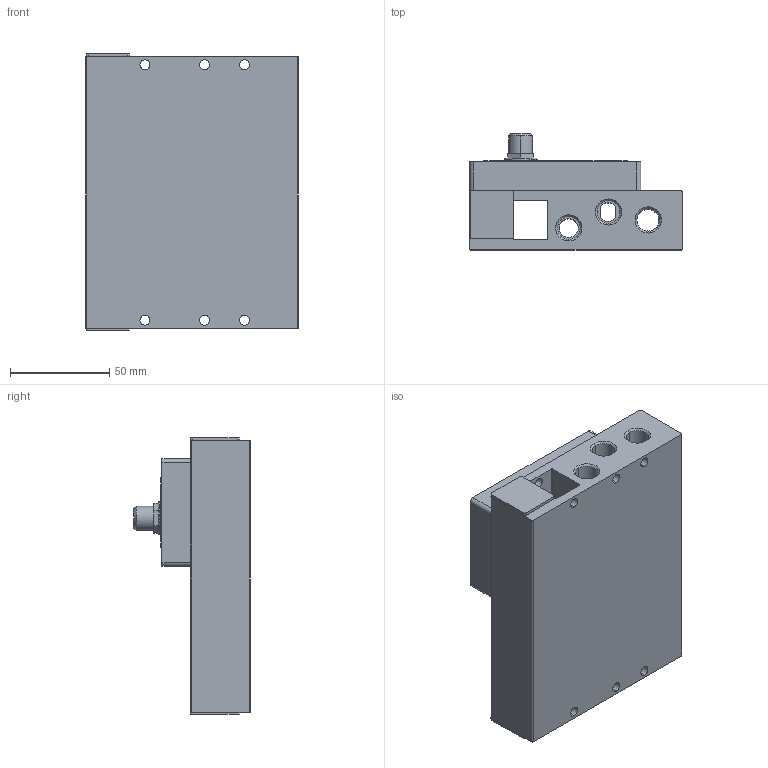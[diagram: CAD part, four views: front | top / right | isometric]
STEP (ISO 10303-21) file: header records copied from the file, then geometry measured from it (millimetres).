
FILE_DESCRIPTION (( 'STEP AP203' ), '1' );
FILE_NAME ('ES2V-4FLK16.STEP', '2022-08-02T06:10:52', ( '' ), ( '' ), 'SwSTEP 2.0', 'SolidWorks 2022', '' );
FILE_SCHEMA (( 'CONFIG_CONTROL_DESIGN' ));
Length unit declared in the file: millimetre
Products named in the file (1): ES2V-4FLK16
Bounding box: 106.7 x 58.4 x 139 mm (x, y, z)
Volume: 422494.1 mm3; surface area: 75020 mm2
Topology: 1 solids, 1 shells, 229 faces, 544 edges, 350 vertices
Faces by surface type: cylinder 108, plane 73, cone 36, bspline 12
Entity records: 6959 total; most frequent: CARTESIAN_POINT 1340, DIRECTION 1256, ORIENTED_EDGE 1088, EDGE_CURVE 544, AXIS2_PLACEMENT_3D 506, VERTEX_POINT 350, CIRCLE 288, EDGE_LOOP 286
